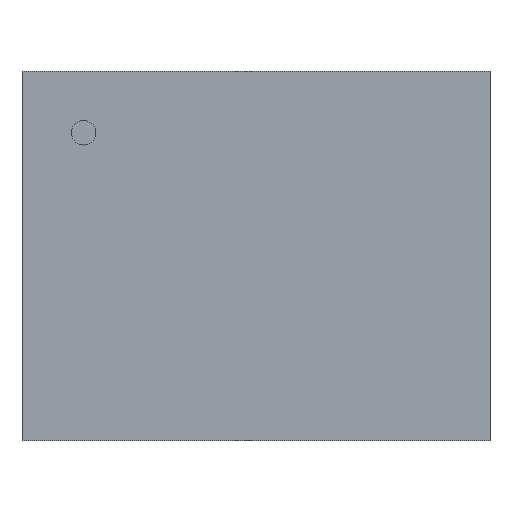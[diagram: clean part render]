
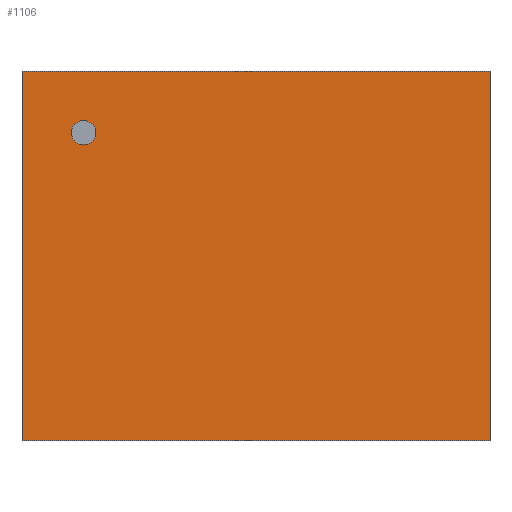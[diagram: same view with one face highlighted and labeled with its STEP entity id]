
A CAD part, top view. The second image highlights one B-rep face of the part: STEP entity #1106.
In plain terms, the highlighted planar face has unit normal (0, 0, 1).
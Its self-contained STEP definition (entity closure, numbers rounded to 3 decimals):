
#13=DIRECTION('',(0.,0.,1.));
#27=VECTOR('',#28,1.);
#28=DIRECTION('',(0.,-1.,0.));
#34=VECTOR('',#35,1.);
#35=DIRECTION('',(1.,0.,0.));
#455=VERTEX_POINT('',#456);
#456=CARTESIAN_POINT('',(-1.9,1.5,0.78));
#461=VERTEX_POINT('',#462);
#462=CARTESIAN_POINT('',(1.9,1.5,0.78));
#464=ORIENTED_EDGE('',*,*,#465,.F.);
#465=EDGE_CURVE('',#455,#461,#466,.T.);
#466=LINE('',#456,#34);
#473=EDGE_CURVE('',#461,#474,#476,.T.);
#474=VERTEX_POINT('',#475);
#475=CARTESIAN_POINT('',(1.9,-1.5,0.78));
#476=LINE('',#462,#27);
#487=ORIENTED_EDGE('',*,*,#488,.T.);
#488=EDGE_CURVE('',#455,#489,#491,.T.);
#489=VERTEX_POINT('',#490);
#490=CARTESIAN_POINT('',(-1.9,-1.5,0.78));
#491=LINE('',#456,#27);
#502=EDGE_CURVE('',#489,#474,#503,.T.);
#503=LINE('',#490,#34);
#1106=ADVANCED_FACE('',(#1107,#1111),#1121,.T.);
#1107=FACE_BOUND('',#1108,.T.);
#1108=EDGE_LOOP('',(#464,#487,#1109,#1110));
#1109=ORIENTED_EDGE('',*,*,#502,.T.);
#1110=ORIENTED_EDGE('',*,*,#473,.F.);
#1111=FACE_BOUND('',#1112,.T.);
#1112=EDGE_LOOP('',(#1113));
#1113=ORIENTED_EDGE('',*,*,#1114,.T.);
#1114=EDGE_CURVE('',#1115,#1115,#1117,.T.);
#1115=VERTEX_POINT('',#1116);
#1116=CARTESIAN_POINT('',(-1.4,0.9,0.78));
#1117=CIRCLE('',#1118,0.1);
#1118=AXIS2_PLACEMENT_3D('',#1119,#1120,#28);
#1119=CARTESIAN_POINT('',(-1.4,1.,0.78));
#1120=DIRECTION('',(0.,0.,-1.));
#1121=PLANE('',#1122);
#1122=AXIS2_PLACEMENT_3D('',#456,#13,#28);
